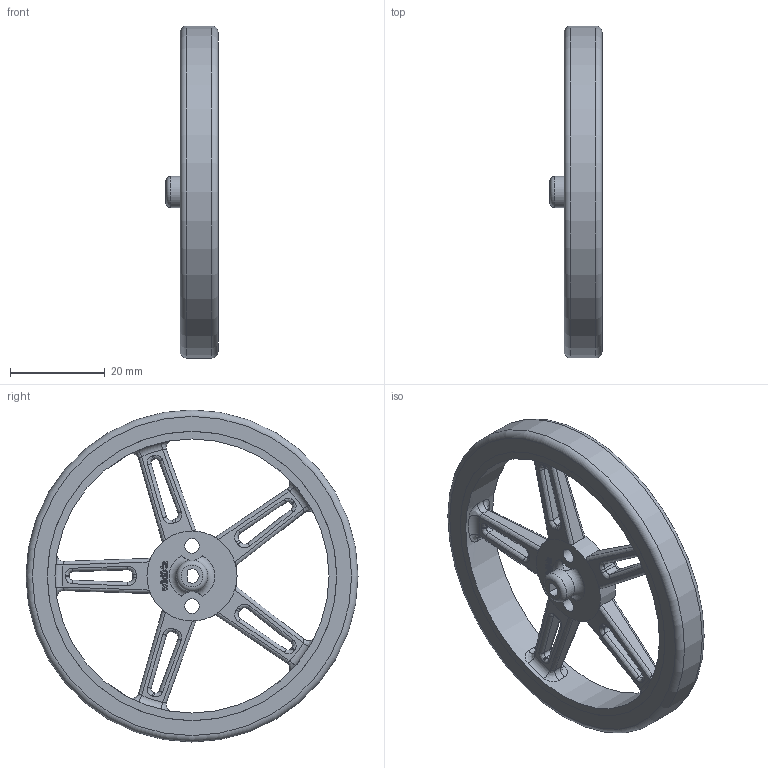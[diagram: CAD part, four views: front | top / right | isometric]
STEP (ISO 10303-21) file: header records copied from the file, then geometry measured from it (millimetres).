
FILE_DESCRIPTION(/* description */ (''),/* implementation_level */ '2;1');
FILE_NAME(/* name */ 'pololu-wheel-70x8mm-black v1.step',/* time_stamp */ '2019-06-07T11:06:39+02:00',/* author */ (''),/* organization */ (''),/* preprocessor_version */ 'ST-DEVELOPER v18',/* originating_system */ 'Autodesk Translation Framework v8.2.0.1029',/* authorisation */ '');
FILE_SCHEMA (('AUTOMOTIVE_DESIGN { 1 0 10303 214 3 1 1 }'));
Length unit declared in the file: millimetre
Products named in the file (1): pololu-wheel-70x8mm-black
Bounding box: 11 x 70 x 70 mm (x, y, z)
Volume: 12859.8 mm3; surface area: 8266.1 mm2
Topology: 1 solids, 1 shells, 464 faces, 1198 edges, 757 vertices
Faces by surface type: bspline 144, plane 119, cone 109, cylinder 57, torus 35
Full cylindrical faces by diameter (mm): 3.099 x2, 6.6 x1, 57.8 x1, 61 x2, 61.02 x2, 70 x1
Entity records: 24592 total; most frequent: CARTESIAN_POINT 13956, ORIENTED_EDGE 2396, DIRECTION 1975, EDGE_CURVE 1198, AXIS2_PLACEMENT_3D 773, VERTEX_POINT 757, EDGE_LOOP 511, FACE_OUTER_BOUND 464
